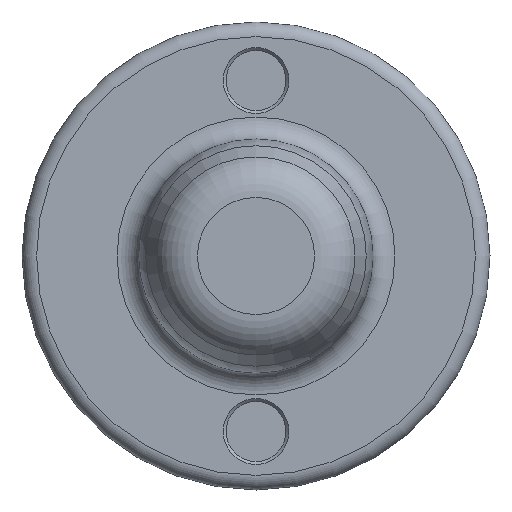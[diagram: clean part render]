
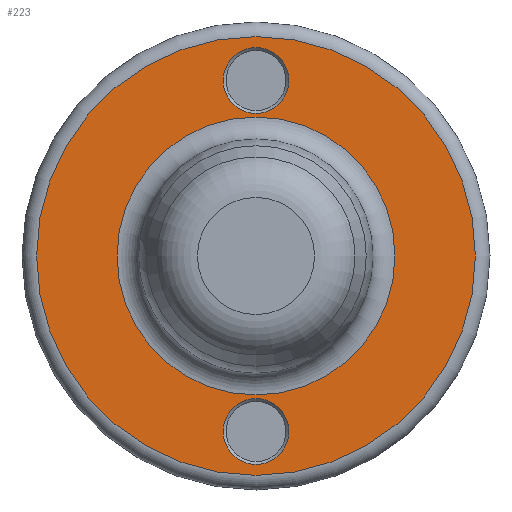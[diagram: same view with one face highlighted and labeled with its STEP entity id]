
A CAD part, front view. The second image highlights one B-rep face of the part: STEP entity #223.
In plain terms, the highlighted planar face has unit normal (0, -1, 0).
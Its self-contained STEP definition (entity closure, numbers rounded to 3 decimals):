
#11 = VERTEX_POINT ( 'NONE', #200 ) ;
#18 = ORIENTED_EDGE ( 'NONE', *, *, #237, .F. ) ;
#26 = DIRECTION ( 'NONE',  ( 0., 0., -1. ) ) ;
#33 = CARTESIAN_POINT ( 'NONE',  ( 0., 16.2, 0. ) ) ;
#36 = ORIENTED_EDGE ( 'NONE', *, *, #566, .F. ) ;
#71 = FACE_BOUND ( 'NONE', #293, .T. ) ;
#74 = FACE_BOUND ( 'NONE', #394, .T. ) ;
#79 = DIRECTION ( 'NONE',  ( 0., 0., -1. ) ) ;
#83 = DIRECTION ( 'NONE',  ( 0., -1., 0. ) ) ;
#87 = DIRECTION ( 'NONE',  ( 0., 1., 0. ) ) ;
#127 = DIRECTION ( 'NONE',  ( 0., -1., 0. ) ) ;
#142 = CARTESIAN_POINT ( 'NONE',  ( 0., 16.2, 0. ) ) ;
#150 = AXIS2_PLACEMENT_3D ( 'NONE', #591, #490, #445 ) ;
#181 = CARTESIAN_POINT ( 'NONE',  ( 0., 16.2, -12. ) ) ;
#200 = CARTESIAN_POINT ( 'NONE',  ( 0., 16.2, 15. ) ) ;
#202 = EDGE_LOOP ( 'NONE', ( #460 ) ) ;
#223 = ADVANCED_FACE ( 'NONE', ( #228, #71, #636, #74 ), #426, .T. ) ;
#228 = FACE_BOUND ( 'NONE', #601, .T. ) ;
#237 = EDGE_CURVE ( 'NONE', #401, #401, #525, .T. ) ;
#293 = EDGE_LOOP ( 'NONE', ( #392 ) ) ;
#334 = AXIS2_PLACEMENT_3D ( 'NONE', #498, #127, #79 ) ;
#346 = DIRECTION ( 'NONE',  ( 0., 0., 1. ) ) ;
#358 = CARTESIAN_POINT ( 'NONE',  ( 0., 16.2, 9.5 ) ) ;
#366 = CIRCLE ( 'NONE', #655, 9.5 ) ;
#380 = AXIS2_PLACEMENT_3D ( 'NONE', #181, #83, #26 ) ;
#392 = ORIENTED_EDGE ( 'NONE', *, *, #616, .T. ) ;
#394 = EDGE_LOOP ( 'NONE', ( #18 ) ) ;
#398 = VERTEX_POINT ( 'NONE', #358 ) ;
#401 = VERTEX_POINT ( 'NONE', #461 ) ;
#404 = VERTEX_POINT ( 'NONE', #657 ) ;
#426 = PLANE ( 'NONE',  #150 ) ;
#445 = DIRECTION ( 'NONE',  ( 0., 0., -1. ) ) ;
#456 = CIRCLE ( 'NONE', #334, 2.25 ) ;
#460 = ORIENTED_EDGE ( 'NONE', *, *, #581, .F. ) ;
#461 = CARTESIAN_POINT ( 'NONE',  ( 0., 16.2, -14.25 ) ) ;
#490 = DIRECTION ( 'NONE',  ( 0., -1., 0. ) ) ;
#498 = CARTESIAN_POINT ( 'NONE',  ( 0., 16.2, 12. ) ) ;
#503 = DIRECTION ( 'NONE',  ( 0., 0., 1. ) ) ;
#525 = CIRCLE ( 'NONE', #380, 2.25 ) ;
#540 = AXIS2_PLACEMENT_3D ( 'NONE', #33, #643, #503 ) ;
#563 = CIRCLE ( 'NONE', #540, 15. ) ;
#566 = EDGE_CURVE ( 'NONE', #404, #404, #456, .T. ) ;
#581 = EDGE_CURVE ( 'NONE', #11, #11, #563, .T. ) ;
#591 = CARTESIAN_POINT ( 'NONE',  ( -15., 16.2, 0. ) ) ;
#601 = EDGE_LOOP ( 'NONE', ( #36 ) ) ;
#616 = EDGE_CURVE ( 'NONE', #398, #398, #366, .T. ) ;
#636 = FACE_OUTER_BOUND ( 'NONE', #202, .T. ) ;
#643 = DIRECTION ( 'NONE',  ( 0., 1., 0. ) ) ;
#655 = AXIS2_PLACEMENT_3D ( 'NONE', #142, #87, #346 ) ;
#657 = CARTESIAN_POINT ( 'NONE',  ( 0., 16.2, 9.75 ) ) ;
